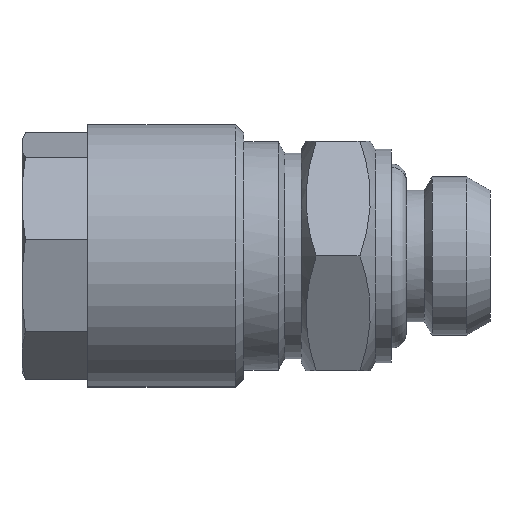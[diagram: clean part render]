
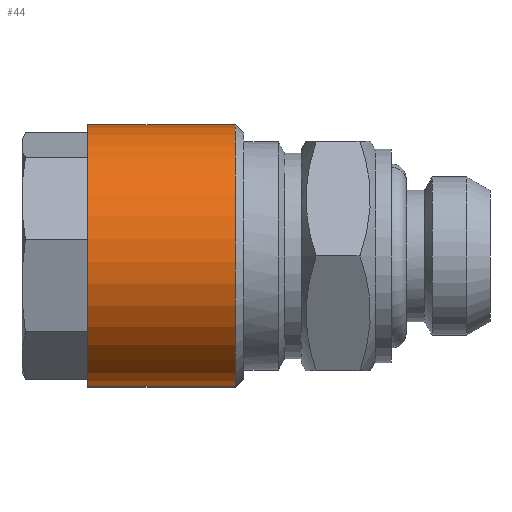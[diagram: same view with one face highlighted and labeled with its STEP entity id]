
A CAD part, left-side view. The second image highlights one B-rep face of the part: STEP entity #44.
In plain terms, the highlighted cylindrical face has radius 8 mm (diameter 16 mm), a partial arc.
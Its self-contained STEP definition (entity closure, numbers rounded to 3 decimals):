
#44 = ADVANCED_FACE ( 'NONE', ( #1712 ), #421, .T. ) ;
#82 = EDGE_CURVE ( 'NONE', #502, #505, #2440, .T. ) ;
#83 = EDGE_CURVE ( 'NONE', #503, #336, #2441, .T. ) ;
#336 = VERTEX_POINT ( 'NONE', #1821 ) ;
#421 = CYLINDRICAL_SURFACE ( 'NONE', #2316, 8. ) ;
#502 = VERTEX_POINT ( 'NONE', #1185 ) ;
#503 = VERTEX_POINT ( 'NONE', #1184 ) ;
#505 = VERTEX_POINT ( 'NONE', #1177 ) ;
#633 = EDGE_CURVE ( 'NONE', #503, #502, #2552, .T. ) ;
#635 = EDGE_CURVE ( 'NONE', #336, #505, #2553, .T. ) ;
#682 = DIRECTION ( 'NONE',  ( 0., -1., 0. ) ) ;
#686 = CARTESIAN_POINT ( 'NONE',  ( 1.044, 15., 7.932 ) ) ;
#880 = CARTESIAN_POINT ( 'NONE',  ( -1.044, 15., -7.932 ) ) ;
#884 = DIRECTION ( 'NONE',  ( 0., -1., 0. ) ) ;
#1177 = CARTESIAN_POINT ( 'NONE',  ( -1.044, 15.5, -7.932 ) ) ;
#1184 = CARTESIAN_POINT ( 'NONE',  ( 1.044, 24.5, 7.932 ) ) ;
#1185 = CARTESIAN_POINT ( 'NONE',  ( 1.044, 15.5, 7.932 ) ) ;
#1293 = AXIS2_PLACEMENT_3D ( 'NONE', #1776, #1777, #1778 ) ;
#1294 = AXIS2_PLACEMENT_3D ( 'NONE', #1781, #1782, #1783 ) ;
#1712 = FACE_OUTER_BOUND ( 'NONE', #2025, .T. ) ;
#1776 = CARTESIAN_POINT ( 'NONE',  ( 0., 15.5, 0. ) ) ;
#1777 = DIRECTION ( 'NONE',  ( 0., -1., 0. ) ) ;
#1778 = DIRECTION ( 'NONE',  ( -0.131, 0., -0.991 ) ) ;
#1781 = CARTESIAN_POINT ( 'NONE',  ( 0., 24.5, 0. ) ) ;
#1782 = DIRECTION ( 'NONE',  ( 0., -1., 0. ) ) ;
#1783 = DIRECTION ( 'NONE',  ( 0.131, 0., 0.991 ) ) ;
#1821 = CARTESIAN_POINT ( 'NONE',  ( -1.044, 24.5, -7.932 ) ) ;
#1909 = CARTESIAN_POINT ( 'NONE',  ( 0., 15., 0. ) ) ;
#1910 = DIRECTION ( 'NONE',  ( 0., -1., 0. ) ) ;
#1918 = DIRECTION ( 'NONE',  ( -0.131, 0., -0.991 ) ) ;
#2025 = EDGE_LOOP ( 'NONE', ( #2218, #2219, #2220, #2221 ) ) ;
#2218 = ORIENTED_EDGE ( 'NONE', *, *, #633, .F. ) ;
#2219 = ORIENTED_EDGE ( 'NONE', *, *, #83, .T. ) ;
#2220 = ORIENTED_EDGE ( 'NONE', *, *, #635, .T. ) ;
#2221 = ORIENTED_EDGE ( 'NONE', *, *, #82, .F. ) ;
#2316 = AXIS2_PLACEMENT_3D ( 'NONE', #1909, #1910, #1918 ) ;
#2440 = CIRCLE ( 'NONE', #1293, 8. ) ;
#2441 = CIRCLE ( 'NONE', #1294, 8. ) ;
#2552 = LINE ( 'NONE', #686, #2557 ) ;
#2553 = LINE ( 'NONE', #880, #2560 ) ;
#2557 = VECTOR ( 'NONE', #682, 1000. ) ;
#2560 = VECTOR ( 'NONE', #884, 1000. ) ;
